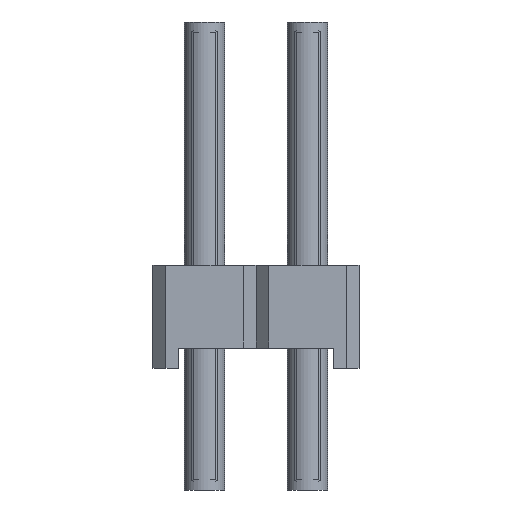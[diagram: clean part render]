
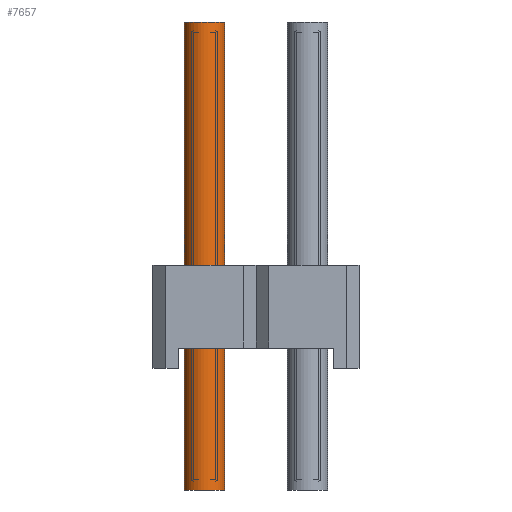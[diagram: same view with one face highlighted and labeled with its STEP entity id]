
A CAD part, left-side view. The second image highlights one B-rep face of the part: STEP entity #7657.
In plain terms, the highlighted cylindrical face has radius 0.5 mm (diameter 1 mm), a full revolution.
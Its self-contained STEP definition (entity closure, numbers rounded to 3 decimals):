
#151=CIRCLE('',#8094,0.5);
#152=CIRCLE('',#8095,0.5);
#420=CYLINDRICAL_SURFACE('',#8093,0.5);
#661=ORIENTED_EDGE('',*,*,#2895,.F.);
#662=ORIENTED_EDGE('',*,*,#2896,.T.);
#2895=EDGE_CURVE('',#4021,#4021,#151,.T.);
#2896=EDGE_CURVE('',#4022,#4022,#152,.T.);
#4021=VERTEX_POINT('',#11106);
#4022=VERTEX_POINT('',#11108);
#6505=EDGE_LOOP('',(#661));
#6506=EDGE_LOOP('',(#662));
#6955=FACE_BOUND('',#6505,.T.);
#6956=FACE_BOUND('',#6506,.T.);
#7657=ADVANCED_FACE('',(#6955,#6956),#420,.F.);
#8093=AXIS2_PLACEMENT_3D('',#11104,#8853,#8854);
#8094=AXIS2_PLACEMENT_3D('',#11105,#8855,#8856);
#8095=AXIS2_PLACEMENT_3D('',#11107,#8857,#8858);
#8853=DIRECTION('',(0.,0.,1.));
#8854=DIRECTION('',(1.,0.,0.));
#8855=DIRECTION('',(0.,0.,-1.));
#8856=DIRECTION('',(1.,0.,0.));
#8857=DIRECTION('',(0.,0.,-1.));
#8858=DIRECTION('',(1.,0.,0.));
#11104=CARTESIAN_POINT('',(0.,0.,0.));
#11105=CARTESIAN_POINT('',(0.,0.,11.54));
#11106=CARTESIAN_POINT('',(0.5,0.,11.54));
#11107=CARTESIAN_POINT('',(0.,0.,0.));
#11108=CARTESIAN_POINT('',(0.5,0.,0.));
